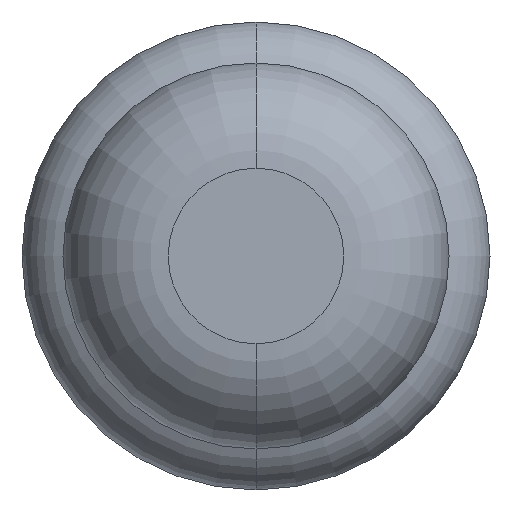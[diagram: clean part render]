
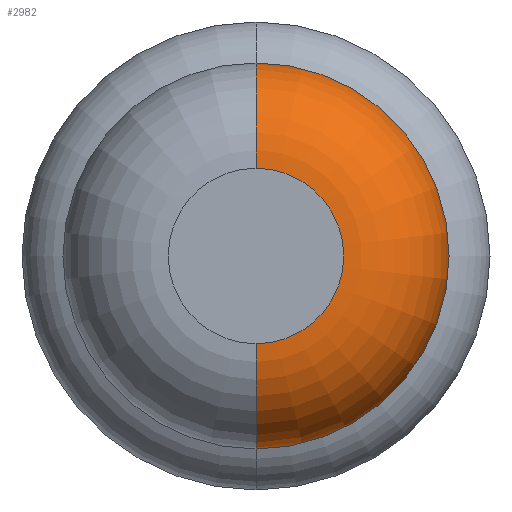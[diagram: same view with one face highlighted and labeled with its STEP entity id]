
A CAD part, front view. The second image highlights one B-rep face of the part: STEP entity #2982.
In plain terms, the highlighted toroidal (fillet/blend) face has major radius 0.375 mm and minor radius 0.45 mm.
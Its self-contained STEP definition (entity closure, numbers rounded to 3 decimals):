
#35 = DIRECTION ( 'NONE',  ( 0., 0., 1. ) ) ;
#58 = TOROIDAL_SURFACE ( 'NONE', #3140, 0.375, 0.45 ) ;
#59 = CARTESIAN_POINT ( 'NONE',  ( 0., -26.95, 0. ) ) ;
#97 = DIRECTION ( 'NONE',  ( 0., 1., 0. ) ) ;
#114 = DIRECTION ( 'NONE',  ( 0., 0., 1. ) ) ;
#171 = VERTEX_POINT ( 'NONE', #1599 ) ;
#316 = DIRECTION ( 'NONE',  ( 0., 0., 1. ) ) ;
#331 = CARTESIAN_POINT ( 'NONE',  ( 0., -27.4, 0. ) ) ;
#369 = EDGE_LOOP ( 'NONE', ( #3082, #3843, #1507, #3973 ) ) ;
#628 = DIRECTION ( 'NONE',  ( -1., 0., 0. ) ) ;
#639 = AXIS2_PLACEMENT_3D ( 'NONE', #331, #1531, #316 ) ;
#988 = CIRCLE ( 'NONE', #1859, 0.825 ) ;
#997 = AXIS2_PLACEMENT_3D ( 'NONE', #1877, #628, #35 ) ;
#1060 = CARTESIAN_POINT ( 'NONE',  ( 0., -27.4, -0.375 ) ) ;
#1089 = VERTEX_POINT ( 'NONE', #2663 ) ;
#1365 = CIRCLE ( 'NONE', #639, 0.375 ) ;
#1447 = EDGE_CURVE ( 'Defeature ausgef�hrt1_9+Defeature ausgef�hrt1_8+Defeature ausgef�hrt1_8+Defeature ausgef�hrt1_8', #171, #1089, #988, .T. ) ;
#1490 = VERTEX_POINT ( 'NONE', #1060 ) ;
#1507 = ORIENTED_EDGE ( 'NONE', *, *, #1447, .F. ) ;
#1531 = DIRECTION ( 'NONE',  ( 0., 1., 0. ) ) ;
#1594 = DIRECTION ( 'NONE',  ( 1., 0., 0. ) ) ;
#1599 = CARTESIAN_POINT ( 'NONE',  ( 0., -26.95, 0.825 ) ) ;
#1607 = DIRECTION ( 'NONE',  ( 0., 0., -1. ) ) ;
#1859 = AXIS2_PLACEMENT_3D ( 'NONE', #1944, #97, #114 ) ;
#1877 = CARTESIAN_POINT ( 'NONE',  ( 0., -26.95, 0.375 ) ) ;
#1944 = CARTESIAN_POINT ( 'NONE',  ( 0., -26.95, 0. ) ) ;
#2663 = CARTESIAN_POINT ( 'NONE',  ( 0., -26.95, -0.825 ) ) ;
#2761 = CARTESIAN_POINT ( 'NONE',  ( 0., -27.4, 0.375 ) ) ;
#2982 = ADVANCED_FACE ( 'Defeature ausgef�hrt1_8', ( #3478 ), #58, .T. ) ;
#2994 = EDGE_CURVE ( 'NONE', #3810, #171, #3160, .T. ) ;
#3050 = AXIS2_PLACEMENT_3D ( 'NONE', #3492, #1594, #1607 ) ;
#3059 = CIRCLE ( 'NONE', #3050, 0.45 ) ;
#3082 = ORIENTED_EDGE ( 'NONE', *, *, #3852, .T. ) ;
#3140 = AXIS2_PLACEMENT_3D ( 'NONE', #59, #3458, #3752 ) ;
#3160 = CIRCLE ( 'NONE', #997, 0.45 ) ;
#3458 = DIRECTION ( 'NONE',  ( 0., 1., 0. ) ) ;
#3478 = FACE_OUTER_BOUND ( 'NONE', #369, .T. ) ;
#3492 = CARTESIAN_POINT ( 'NONE',  ( 0., -26.95, -0.375 ) ) ;
#3657 = EDGE_CURVE ( 'NONE', #1490, #1089, #3059, .T. ) ;
#3752 = DIRECTION ( 'NONE',  ( 0., 0., 1. ) ) ;
#3810 = VERTEX_POINT ( 'NONE', #2761 ) ;
#3843 = ORIENTED_EDGE ( 'NONE', *, *, #3657, .T. ) ;
#3852 = EDGE_CURVE ( 'Defeature ausgef�hrt1_8+Defeature ausgef�hrt1_7+Defeature ausgef�hrt1_7+Defeature ausgef�hrt1_7', #3810, #1490, #1365, .T. ) ;
#3973 = ORIENTED_EDGE ( 'NONE', *, *, #2994, .F. ) ;
